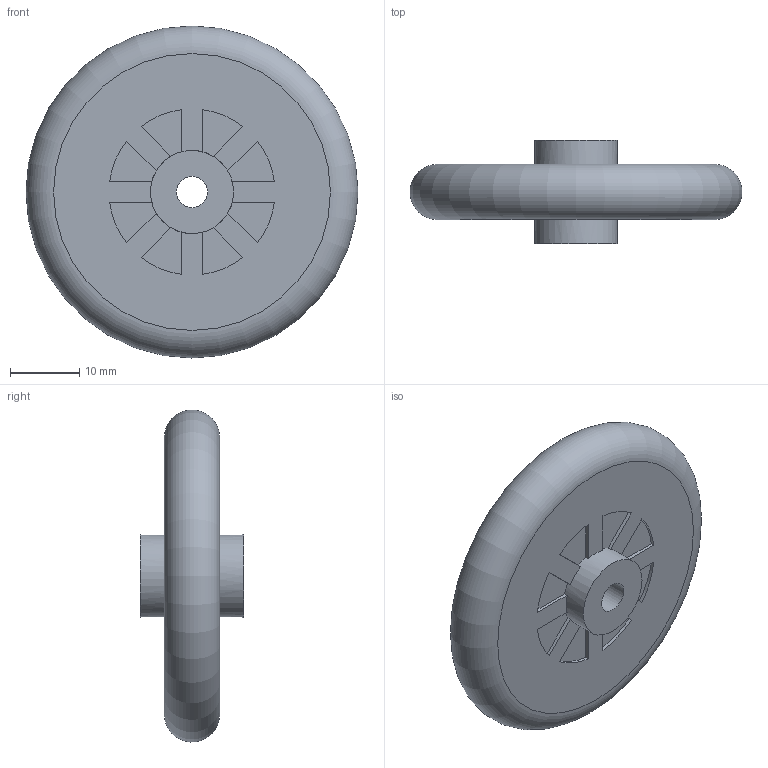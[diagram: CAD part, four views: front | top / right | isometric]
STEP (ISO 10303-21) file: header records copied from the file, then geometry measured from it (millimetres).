
FILE_DESCRIPTION(/* description */ (''),/* implementation_level */ '2;1');
FILE_NAME(/* name */ 'Matrix_13-0003.ipt.stp',/* time_stamp */ '2014-12-18T17:44:16-08:00',/* author */ ('Autodesk Inc.'),/* organization */ ('Autodesk Inc.'),/* preprocessor_version */ 'ST-DEVELOPER v15.6',/* originating_system */ 'Autodesk Inventor 2015',/* authorisation */ '');
FILE_SCHEMA (('AUTOMOTIVE_DESIGN { 1 0 10303 214 3 1 1 }'));
Length unit declared in the file: millimetre
Products named in the file (1): Matrix_13-0003
Bounding box: 47.98 x 15 x 47.98 mm (x, y, z)
Volume: 13838 mm3; surface area: 4899.9 mm2
Topology: 1 solids, 1 shells, 72 faces, 205 edges, 137 vertices
Faces by surface type: plane 52, cylinder 19, torus 1
Full cylindrical faces by diameter (mm): 4.5 x1, 12 x2
Entity records: 2348 total; most frequent: DIRECTION 414, CARTESIAN_POINT 405, ORIENTED_EDGE 396, EDGE_CURVE 198, AXIS2_PLACEMENT_3D 143, VERTEX_POINT 134, LINE 128, VECTOR 128
